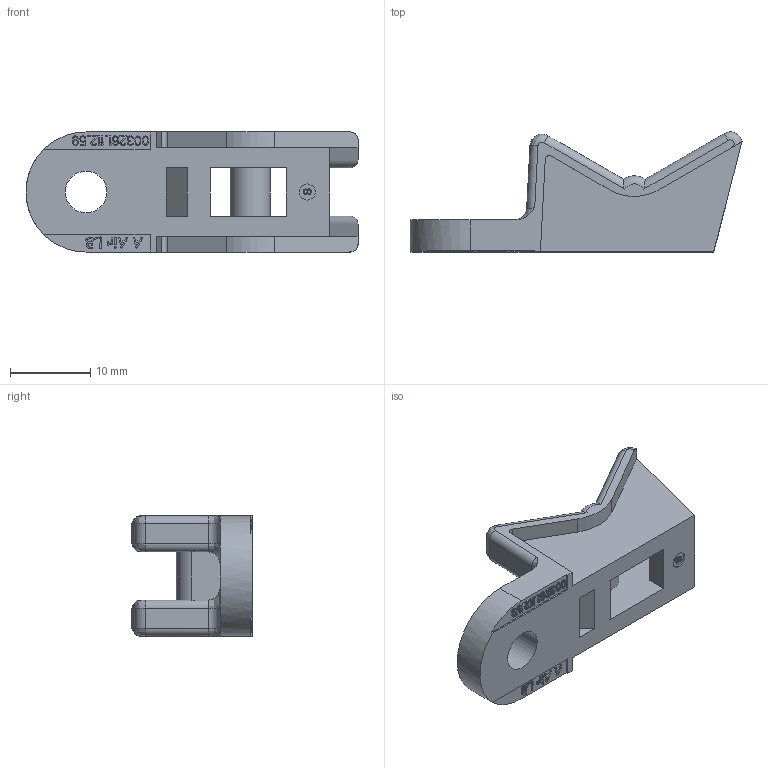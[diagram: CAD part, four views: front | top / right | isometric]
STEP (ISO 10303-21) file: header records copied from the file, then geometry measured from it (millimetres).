
FILE_DESCRIPTION((''),'2;1');
FILE_NAME('00326111259','2020-09-11T',('presta_be4'),(''),'CREO PARAMETRIC BY PTC INC, 2018360','CREO PARAMETRIC BY PTC INC, 2018360','');
FILE_SCHEMA(('CONFIG_CONTROL_DESIGN'));
Length unit declared in the file: millimetre
Products named in the file (1): 00326111259
Bounding box: 41.47 x 15 x 15 mm (x, y, z)
Volume: 2848.9 mm3; surface area: 2639 mm2
Topology: 1 solids, 1 shells, 711 faces, 2011 edges, 1332 vertices
Faces by surface type: plane 547, extrusion 119, cylinder 31, bspline 12, torus 2
Entity records: 23445 total; most frequent: CARTESIAN_POINT 5478, ORIENTED_EDGE 4022, DIRECTION 3082, EDGE_CURVE 2011, VECTOR 1798, LINE 1679, VERTEX_POINT 1332, EDGE_LOOP 747
